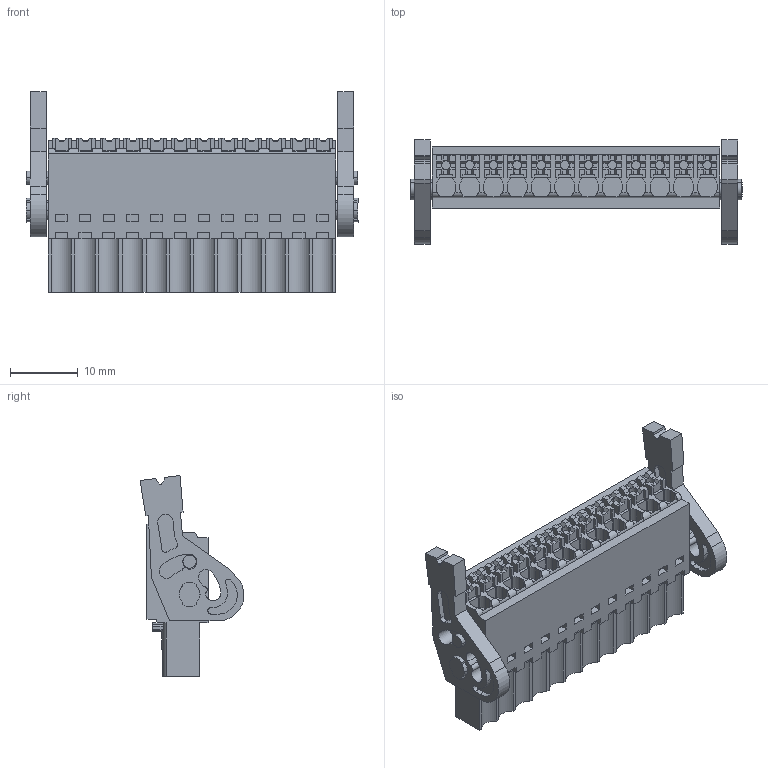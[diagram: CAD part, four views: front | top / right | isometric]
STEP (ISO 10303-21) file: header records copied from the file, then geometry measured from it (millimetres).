
FILE_DESCRIPTION(('CATIA V5R24 STEP','CAx-IF Rec.Pracs.--- Model Styling and Organization---1.2---2011-12-15'),'2;1');
FILE_NAME ('D1463150_0', '2018-03-16T13:05:29+00:00', ('Weidmueller Interface'), ('Weidmueller'), 'CATIA Version 5-6 Release 2014 SP4 HF52', 'CATIA V5 STEP AP214', 'none');
FILE_SCHEMA(('AUTOMOTIVE_DESIGN { 1 0 10303 214 1 1 1 1 }'));
Length unit declared in the file: millimetre
Products named in the file (1): 2538110000
Bounding box: 48.9 x 15.3 x 29.59 mm (x, y, z)
Volume: 6905.3 mm3; surface area: 6284.9 mm2
Topology: 15 solids, 15 shells, 1292 faces, 3753 edges, 2527 vertices
Faces by surface type: plane 1099, cylinder 193
Entity records: 40146 total; most frequent: CARTESIAN_POINT 8227, ORIENTED_EDGE 7506, DIRECTION 5138, EDGE_CURVE 3753, VECTOR 3021, LINE 3021, VERTEX_POINT 2527, EDGE_LOOP 1364
